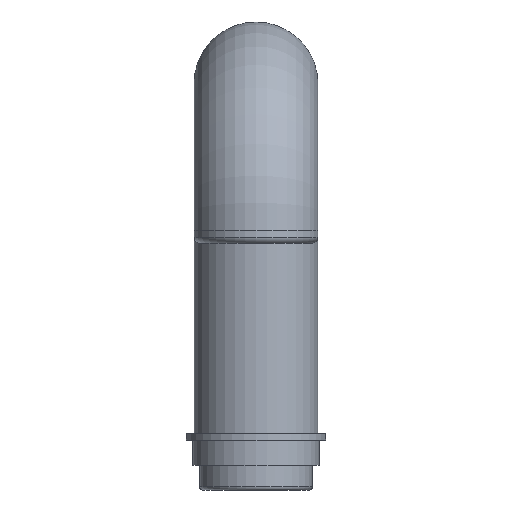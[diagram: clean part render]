
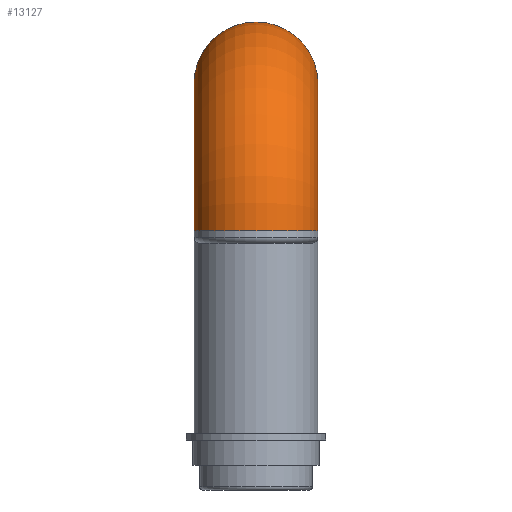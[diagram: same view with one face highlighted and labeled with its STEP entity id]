
A CAD part, left-side view. The second image highlights one B-rep face of the part: STEP entity #13127.
In plain terms, the highlighted toroidal (fillet/blend) face has major radius 23.2 mm and minor radius 9.8 mm.
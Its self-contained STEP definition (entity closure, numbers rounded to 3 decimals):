
#904 = ORIENTED_EDGE ( 'NONE', *, *, #14096, .T. ) ;
#2400 = CARTESIAN_POINT ( 'NONE',  ( -61.2, 0., -33. ) ) ;
#5077 = EDGE_LOOP ( 'NONE', ( #904 ) ) ;
#6837 = DIRECTION ( 'NONE',  ( 0., 0., -1. ) ) ;
#7364 = AXIS2_PLACEMENT_3D ( 'NONE', #2400, #8117, #11401 ) ;
#7420 = DIRECTION ( 'NONE',  ( 0., -1., 0. ) ) ;
#7643 = AXIS2_PLACEMENT_3D ( 'NONE', #12683, #13537, #6837 ) ;
#8117 = DIRECTION ( 'NONE',  ( 0., 0., 1. ) ) ;
#8590 = CARTESIAN_POINT ( 'NONE',  ( -38., 0., -33. ) ) ;
#8631 = AXIS2_PLACEMENT_3D ( 'NONE', #8590, #7420, #13114 ) ;
#8695 = CARTESIAN_POINT ( 'NONE',  ( -38., 0., -19.6 ) ) ;
#8933 = FACE_OUTER_BOUND ( 'NONE', #14097, .T. ) ;
#9773 = CARTESIAN_POINT ( 'NONE',  ( -51.4, 0., -33. ) ) ;
#10859 = EDGE_CURVE ( 'NONE', #11005, #11005, #11936, .T. ) ;
#11005 = VERTEX_POINT ( 'NONE', #8695 ) ;
#11188 = VERTEX_POINT ( 'NONE', #9773 ) ;
#11401 = DIRECTION ( 'NONE',  ( 1., 0., 0. ) ) ;
#11936 = CIRCLE ( 'NONE', #7643, 9.8 ) ;
#12427 = FACE_OUTER_BOUND ( 'NONE', #5077, .T. ) ;
#12588 = CIRCLE ( 'NONE', #7364, 9.8 ) ;
#12683 = CARTESIAN_POINT ( 'NONE',  ( -38., 0., -9.8 ) ) ;
#12948 = TOROIDAL_SURFACE ( 'NONE', #8631, 23.2, 9.8 ) ;
#13114 = DIRECTION ( 'NONE',  ( 0., 0., -1. ) ) ;
#13127 = ADVANCED_FACE ( 'NONE', ( #8933, #12427 ), #12948, .T. ) ;
#13537 = DIRECTION ( 'NONE',  ( 1., 0., 0. ) ) ;
#14000 = ORIENTED_EDGE ( 'NONE', *, *, #10859, .F. ) ;
#14096 = EDGE_CURVE ( 'NONE', #11188, #11188, #12588, .T. ) ;
#14097 = EDGE_LOOP ( 'NONE', ( #14000 ) ) ;
